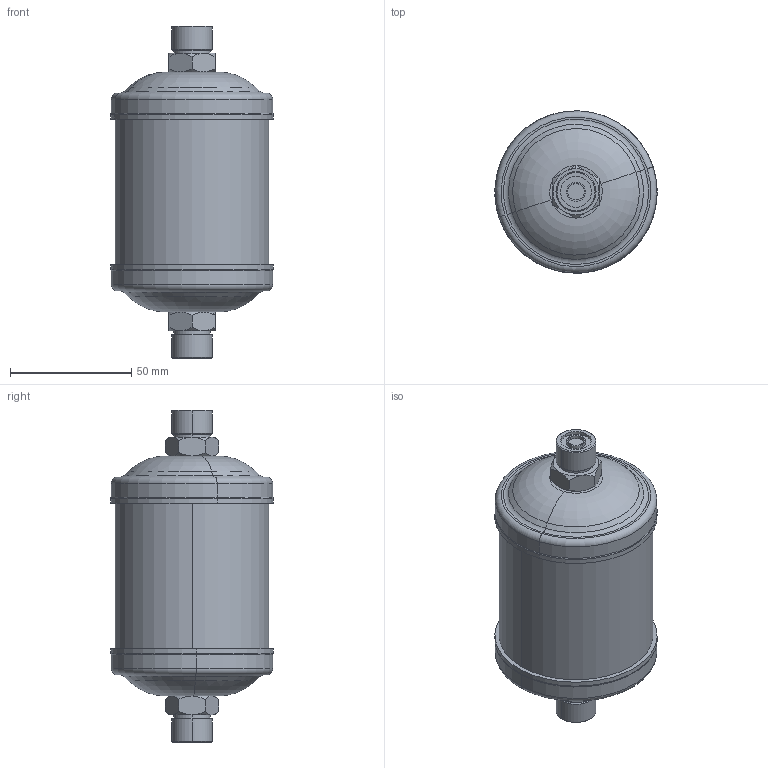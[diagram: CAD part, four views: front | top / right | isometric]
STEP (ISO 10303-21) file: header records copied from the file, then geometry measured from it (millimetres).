
FILE_DESCRIPTION (( 'STEP AP203' ), '1' );
FILE_NAME ('023Z1323R - DCL 083FS.STEP', '2022-12-06T09:24:11', ( '' ), ( '' ), 'SwSTEP 2.0', 'SolidWorks 2020', '' );
FILE_SCHEMA (( 'CONFIG_CONTROL_DESIGN' ));
Length unit declared in the file: millimetre
Products named in the file (1): 023Z1323R - DCL 083FS
Bounding box: 66.96 x 66.96 x 137 mm (x, y, z)
Volume: 304512.8 mm3; surface area: 27084.4 mm2
Topology: 1 solids, 1 shells, 118 faces, 250 edges, 147 vertices
Faces by surface type: cone 44, cylinder 30, plane 28, torus 16
Entity records: 3467 total; most frequent: CARTESIAN_POINT 850, DIRECTION 576, ORIENTED_EDGE 496, AXIS2_PLACEMENT_3D 257, EDGE_CURVE 248, VERTEX_POINT 147, CIRCLE 138, EDGE_LOOP 133
